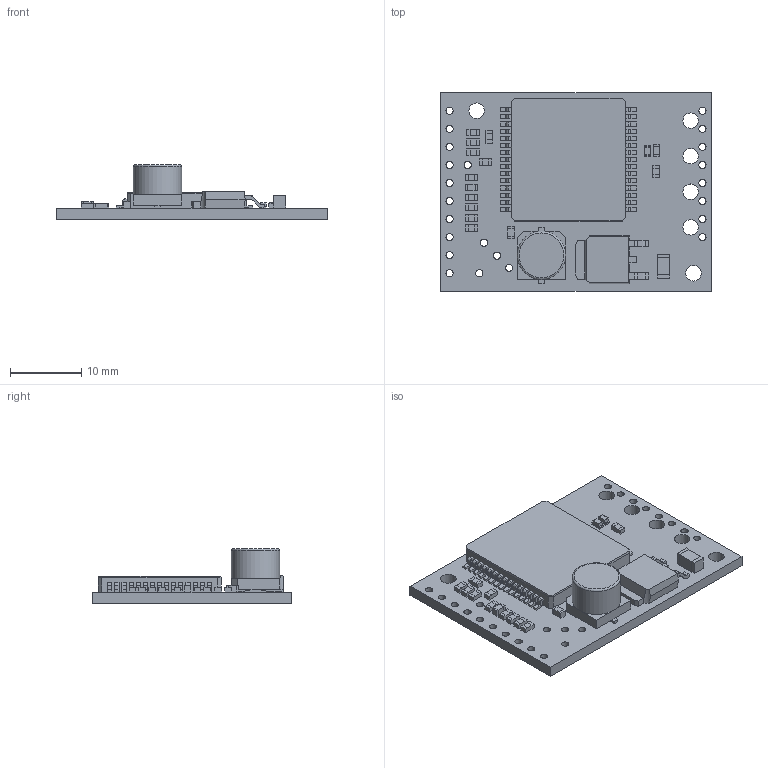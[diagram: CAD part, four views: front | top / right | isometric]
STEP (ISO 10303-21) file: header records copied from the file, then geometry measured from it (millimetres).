
FILE_DESCRIPTION (( 'STEP AP214' ), '1' );
FILE_NAME ('vnh5019-motor-driver-carrier.step', '2017-04-25T18:20:18', ( '' ), ( '' ), 'SwSTEP 2.0', 'SolidWorks 2016', '' );
FILE_SCHEMA (( 'AUTOMOTIVE_DESIGN' ));
Length unit declared in the file: millimetre
Products named in the file (1): vnh5019-motor-driver-carrier
Bounding box: 38.1 x 27.94 x 7.67 mm (x, y, z)
Volume: 2598.2 mm3; surface area: 3081.6 mm2
Topology: 1 solids, 1 shells, 1027 faces, 2886 edges, 1912 vertices
Faces by surface type: plane 709, cylinder 170, bspline 147, torus 1
Full cylindrical faces by diameter (mm): 1.016 x23, 2.184 x6, 6.8 x1
Entity records: 49108 total; most frequent: CARTESIAN_POINT 11922, ORIENTED_EDGE 5710, DIRECTION 4611, EDGE_CURVE 2855, VECTOR 2193, LINE 2193, VERTEX_POINT 1912, EDGE_LOOP 1237
